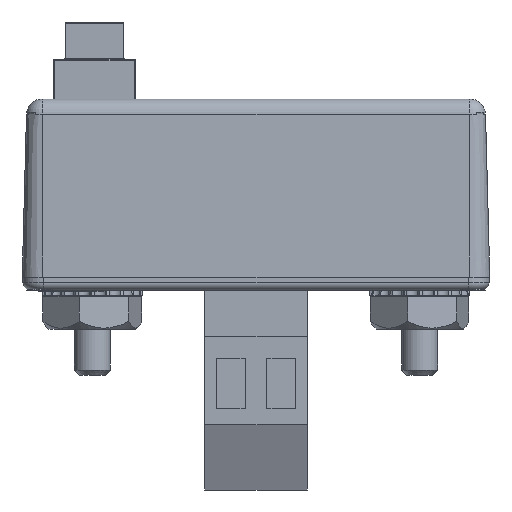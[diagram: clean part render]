
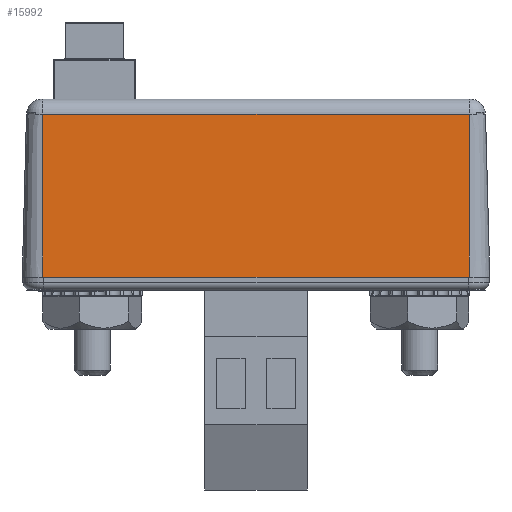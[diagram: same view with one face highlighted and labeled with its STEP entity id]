
A CAD part, left-side view. The second image highlights one B-rep face of the part: STEP entity #15992.
In plain terms, the highlighted face is planar.
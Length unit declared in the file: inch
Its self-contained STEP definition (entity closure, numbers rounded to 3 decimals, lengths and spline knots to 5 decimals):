
#442 = CARTESIAN_POINT ( 'NONE',  ( -1.58031, 0.68, 0.815 ) ) ;
#598 = VERTEX_POINT ( 'NONE', #50601 ) ;
#3370 = EDGE_LOOP ( 'NONE', ( #20855, #7045, #11414, #24308 ) ) ;
#7045 = ORIENTED_EDGE ( 'NONE', *, *, #52393, .T. ) ;
#7611 = VECTOR ( 'NONE', #43626, 39.37008 ) ;
#8031 = LINE ( 'NONE', #23816, #15783 ) ;
#8335 = EDGE_CURVE ( 'NONE', #32830, #30607, #10807, .T. ) ;
#10807 = LINE ( 'NONE', #31371, #7611 ) ;
#11414 = ORIENTED_EDGE ( 'NONE', *, *, #8335, .F. ) ;
#11519 = DIRECTION ( 'NONE',  ( 0., 0., 1. ) ) ;
#13883 = AXIS2_PLACEMENT_3D ( 'NONE', #17476, #41809, #50280 ) ;
#14873 = CARTESIAN_POINT ( 'NONE',  ( -1.5625, 0., -0.815 ) ) ;
#15783 = VECTOR ( 'NONE', #11519, 39.37008 ) ;
#15992 = ADVANCED_FACE ( 'NONE', ( #23939 ), #25224, .T. ) ;
#17476 = CARTESIAN_POINT ( 'NONE',  ( -1.5625, 0., 0.815 ) ) ;
#18339 = EDGE_CURVE ( 'NONE', #598, #32830, #50813, .T. ) ;
#18703 = CARTESIAN_POINT ( 'NONE',  ( -1.58031, 0.68, -0.815 ) ) ;
#20855 = ORIENTED_EDGE ( 'NONE', *, *, #37024, .T. ) ;
#23816 = CARTESIAN_POINT ( 'NONE',  ( -1.56403, 0.05843, 0.815 ) ) ;
#23888 = DIRECTION ( 'NONE',  ( 0.026, -1., 0. ) ) ;
#23939 = FACE_OUTER_BOUND ( 'NONE', #3370, .T. ) ;
#24308 = ORIENTED_EDGE ( 'NONE', *, *, #18339, .F. ) ;
#25224 = PLANE ( 'NONE',  #13883 ) ;
#30607 = VERTEX_POINT ( 'NONE', #36988 ) ;
#31316 = DIRECTION ( 'NONE',  ( 0., 0., 1. ) ) ;
#31371 = CARTESIAN_POINT ( 'NONE',  ( -1.5625, 0., 0.815 ) ) ;
#32830 = VERTEX_POINT ( 'NONE', #442 ) ;
#36988 = CARTESIAN_POINT ( 'NONE',  ( -1.56403, 0.05843, 0.815 ) ) ;
#37024 = EDGE_CURVE ( 'NONE', #598, #50106, #46676, .T. ) ;
#40449 = VECTOR ( 'NONE', #31316, 39.37008 ) ;
#41809 = DIRECTION ( 'NONE',  ( -1., -0.026, 0. ) ) ;
#43626 = DIRECTION ( 'NONE',  ( 0.026, -1., 0. ) ) ;
#46676 = LINE ( 'NONE', #14873, #49888 ) ;
#48742 = CARTESIAN_POINT ( 'NONE',  ( -1.56403, 0.05843, -0.815 ) ) ;
#49888 = VECTOR ( 'NONE', #23888, 39.37008 ) ;
#50106 = VERTEX_POINT ( 'NONE', #48742 ) ;
#50280 = DIRECTION ( 'NONE',  ( 0.026, -1., 0. ) ) ;
#50601 = CARTESIAN_POINT ( 'NONE',  ( -1.58031, 0.68, -0.815 ) ) ;
#50813 = LINE ( 'NONE', #18703, #40449 ) ;
#52393 = EDGE_CURVE ( 'NONE', #50106, #30607, #8031, .T. ) ;
